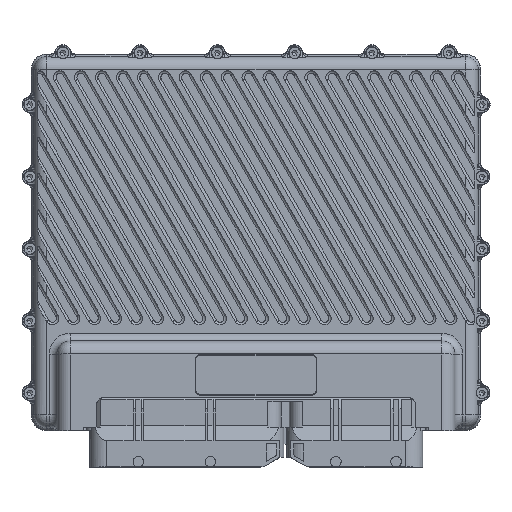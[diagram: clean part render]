
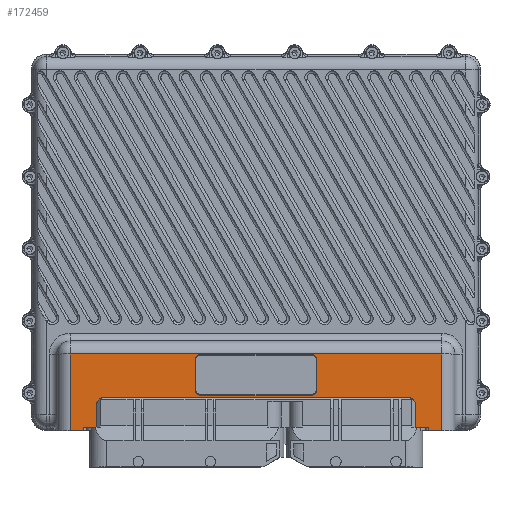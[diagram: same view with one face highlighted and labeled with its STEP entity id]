
A CAD part, top view. The second image highlights one B-rep face of the part: STEP entity #172459.
In plain terms, the highlighted face is planar.
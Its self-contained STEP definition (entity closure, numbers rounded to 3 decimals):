
#160641=AXIS2_PLACEMENT_3D('Circle Axis2P3D',#160639,#160640,$) ;
#160689=AXIS2_PLACEMENT_3D('Circle Axis2P3D',#160687,#160688,$) ;
#160737=AXIS2_PLACEMENT_3D('Circle Axis2P3D',#160735,#160736,$) ;
#160785=AXIS2_PLACEMENT_3D('Circle Axis2P3D',#160783,#160784,$) ;
#172386=AXIS2_PLACEMENT_3D('Plane Axis2P3D',#172383,#172384,#172385) ;
#172414=AXIS2_PLACEMENT_3D('Circle Axis2P3D',#172412,#172413,$) ;
#172428=AXIS2_PLACEMENT_3D('Circle Axis2P3D',#172426,#172427,$) ;
#142756=CARTESIAN_POINT('Vertex',(25.2,0.,-70.9)) ;
#142759=CARTESIAN_POINT('Line Origine',(25.2,0.,-68.392)) ;
#142763=CARTESIAN_POINT('Vertex',(25.2,0.,-65.884)) ;
#145213=CARTESIAN_POINT('Vertex',(25.2,0.,65.884)) ;
#145218=CARTESIAN_POINT('Line Origine',(25.2,0.,68.392)) ;
#145222=CARTESIAN_POINT('Vertex',(25.2,0.,70.9)) ;
#154534=CARTESIAN_POINT('Vertex',(25.2,29.25,-70.9)) ;
#154782=CARTESIAN_POINT('Vertex',(25.2,29.25,70.9)) ;
#154785=CARTESIAN_POINT('Line Origine',(25.2,29.25,0.)) ;
#160612=CARTESIAN_POINT('Vertex',(25.2,26.85,23.25)) ;
#160615=CARTESIAN_POINT('Line Origine',(25.2,21.3,23.25)) ;
#160619=CARTESIAN_POINT('Vertex',(25.2,15.75,23.25)) ;
#160639=CARTESIAN_POINT('Axis2P3D Location',(25.2,15.75,21.05)) ;
#160643=CARTESIAN_POINT('Vertex',(25.2,13.55,21.05)) ;
#160663=CARTESIAN_POINT('Line Origine',(25.2,13.55,0.)) ;
#160667=CARTESIAN_POINT('Vertex',(25.2,13.55,-21.05)) ;
#160687=CARTESIAN_POINT('Axis2P3D Location',(25.2,15.75,-21.05)) ;
#160691=CARTESIAN_POINT('Vertex',(25.2,15.75,-23.25)) ;
#160711=CARTESIAN_POINT('Line Origine',(25.2,21.3,-23.25)) ;
#160715=CARTESIAN_POINT('Vertex',(25.2,26.85,-23.25)) ;
#160735=CARTESIAN_POINT('Axis2P3D Location',(25.2,26.85,-21.05)) ;
#160739=CARTESIAN_POINT('Vertex',(25.2,29.05,-21.05)) ;
#160759=CARTESIAN_POINT('Line Origine',(25.2,29.05,0.)) ;
#160763=CARTESIAN_POINT('Vertex',(25.2,29.05,21.05)) ;
#160783=CARTESIAN_POINT('Axis2P3D Location',(25.2,26.85,21.05)) ;
#165591=CARTESIAN_POINT('Vertex',(25.2,1.25,65.884)) ;
#165594=CARTESIAN_POINT('Line Origine',(25.2,0.625,65.884)) ;
#169427=CARTESIAN_POINT('Vertex',(25.2,1.25,-65.884)) ;
#169430=CARTESIAN_POINT('Line Origine',(25.2,0.625,-65.884)) ;
#169980=CARTESIAN_POINT('Line Origine',(25.2,1.25,-65.277)) ;
#169984=CARTESIAN_POINT('Vertex',(25.2,1.25,-64.669)) ;
#169987=CARTESIAN_POINT('Line Origine',(25.2,1.25,-62.835)) ;
#169991=CARTESIAN_POINT('Vertex',(25.2,1.25,-61.)) ;
#170025=CARTESIAN_POINT('Line Origine',(25.2,1.25,65.277)) ;
#170029=CARTESIAN_POINT('Vertex',(25.2,1.25,64.669)) ;
#170055=CARTESIAN_POINT('Vertex',(25.2,1.25,61.)) ;
#170058=CARTESIAN_POINT('Line Origine',(25.2,1.25,62.835)) ;
#172383=CARTESIAN_POINT('Axis2P3D Location',(25.2,8.5,-86.35)) ;
#172388=CARTESIAN_POINT('Line Origine',(25.2,5.425,-61.)) ;
#172392=CARTESIAN_POINT('Vertex',(25.2,9.6,-61.)) ;
#172395=CARTESIAN_POINT('Line Origine',(25.2,14.625,-70.9)) ;
#172400=CARTESIAN_POINT('Line Origine',(25.2,14.625,70.9)) ;
#172405=CARTESIAN_POINT('Line Origine',(25.2,5.425,61.)) ;
#172409=CARTESIAN_POINT('Vertex',(25.2,9.6,61.)) ;
#172412=CARTESIAN_POINT('Axis2P3D Location',(25.2,9.6,57.9)) ;
#172416=CARTESIAN_POINT('Vertex',(25.2,12.7,57.9)) ;
#172419=CARTESIAN_POINT('Line Origine',(25.2,12.7,0.)) ;
#172423=CARTESIAN_POINT('Vertex',(25.2,12.7,-57.9)) ;
#172426=CARTESIAN_POINT('Axis2P3D Location',(25.2,9.6,-57.9)) ;
#142760=DIRECTION('Vector Direction',(0.,0.,-1.)) ;
#145219=DIRECTION('Vector Direction',(0.,0.,-1.)) ;
#154786=DIRECTION('Vector Direction',(0.,0.,1.)) ;
#160616=DIRECTION('Vector Direction',(0.,1.,0.)) ;
#160640=DIRECTION('Axis2P3D Direction',(1.,0.,0.)) ;
#160664=DIRECTION('Vector Direction',(0.,0.,-1.)) ;
#160688=DIRECTION('Axis2P3D Direction',(1.,0.,0.)) ;
#160712=DIRECTION('Vector Direction',(0.,-1.,0.)) ;
#160736=DIRECTION('Axis2P3D Direction',(1.,0.,0.)) ;
#160760=DIRECTION('Vector Direction',(0.,0.,1.)) ;
#160784=DIRECTION('Axis2P3D Direction',(1.,0.,0.)) ;
#165595=DIRECTION('Vector Direction',(0.,1.,0.)) ;
#169431=DIRECTION('Vector Direction',(0.,1.,0.)) ;
#169981=DIRECTION('Vector Direction',(0.,0.,-1.)) ;
#169988=DIRECTION('Vector Direction',(0.,0.,-1.)) ;
#170026=DIRECTION('Vector Direction',(0.,0.,-1.)) ;
#170059=DIRECTION('Vector Direction',(0.,0.,-1.)) ;
#172384=DIRECTION('Axis2P3D Direction',(1.,0.,0.)) ;
#172385=DIRECTION('Axis2P3D XDirection',(0.,1.,0.)) ;
#172389=DIRECTION('Vector Direction',(0.,-1.,0.)) ;
#172396=DIRECTION('Vector Direction',(0.,-1.,0.)) ;
#172401=DIRECTION('Vector Direction',(0.,-1.,0.)) ;
#172406=DIRECTION('Vector Direction',(0.,1.,0.)) ;
#172413=DIRECTION('Axis2P3D Direction',(1.,0.,0.)) ;
#172420=DIRECTION('Vector Direction',(0.,0.,-1.)) ;
#172427=DIRECTION('Axis2P3D Direction',(1.,0.,0.)) ;
#142761=VECTOR('Line Direction',#142760,1.) ;
#145220=VECTOR('Line Direction',#145219,1.) ;
#154787=VECTOR('Line Direction',#154786,1.) ;
#160617=VECTOR('Line Direction',#160616,1.) ;
#160665=VECTOR('Line Direction',#160664,1.) ;
#160713=VECTOR('Line Direction',#160712,1.) ;
#160761=VECTOR('Line Direction',#160760,1.) ;
#165596=VECTOR('Line Direction',#165595,1.) ;
#169432=VECTOR('Line Direction',#169431,1.) ;
#169982=VECTOR('Line Direction',#169981,1.) ;
#169989=VECTOR('Line Direction',#169988,1.) ;
#170027=VECTOR('Line Direction',#170026,1.) ;
#170060=VECTOR('Line Direction',#170059,1.) ;
#172390=VECTOR('Line Direction',#172389,1.) ;
#172397=VECTOR('Line Direction',#172396,1.) ;
#172402=VECTOR('Line Direction',#172401,1.) ;
#172407=VECTOR('Line Direction',#172406,1.) ;
#172421=VECTOR('Line Direction',#172420,1.) ;
#172432=ORIENTED_EDGE('',*,*,#172394,.T.) ;
#172433=ORIENTED_EDGE('',*,*,#169993,.T.) ;
#172434=ORIENTED_EDGE('',*,*,#169986,.F.) ;
#172435=ORIENTED_EDGE('',*,*,#169434,.F.) ;
#172436=ORIENTED_EDGE('',*,*,#142765,.T.) ;
#172437=ORIENTED_EDGE('',*,*,#172399,.F.) ;
#172438=ORIENTED_EDGE('',*,*,#154789,.F.) ;
#172439=ORIENTED_EDGE('',*,*,#172404,.F.) ;
#172440=ORIENTED_EDGE('',*,*,#145224,.T.) ;
#172441=ORIENTED_EDGE('',*,*,#165598,.T.) ;
#172442=ORIENTED_EDGE('',*,*,#170031,.F.) ;
#172443=ORIENTED_EDGE('',*,*,#170062,.T.) ;
#172444=ORIENTED_EDGE('',*,*,#172411,.T.) ;
#172445=ORIENTED_EDGE('',*,*,#172418,.T.) ;
#172446=ORIENTED_EDGE('',*,*,#172425,.T.) ;
#172447=ORIENTED_EDGE('',*,*,#172430,.T.) ;
#172450=ORIENTED_EDGE('',*,*,#160669,.F.) ;
#172451=ORIENTED_EDGE('',*,*,#160645,.F.) ;
#172452=ORIENTED_EDGE('',*,*,#160621,.F.) ;
#172453=ORIENTED_EDGE('',*,*,#160787,.F.) ;
#172454=ORIENTED_EDGE('',*,*,#160765,.F.) ;
#172455=ORIENTED_EDGE('',*,*,#160741,.F.) ;
#172456=ORIENTED_EDGE('',*,*,#160717,.F.) ;
#172457=ORIENTED_EDGE('',*,*,#160693,.F.) ;
#172458=FACE_BOUND('',#172449,.T.) ;
#172459=ADVANCED_FACE('LFR-254-03 F90 RX ECU Case - Lid - DUMB SOLID',(#172448,#172458),#172387,.T.) ;
#160642=CIRCLE('generated circle',#160641,2.2) ;
#160690=CIRCLE('generated circle',#160689,2.2) ;
#160738=CIRCLE('generated circle',#160737,2.2) ;
#160786=CIRCLE('generated circle',#160785,2.2) ;
#172415=CIRCLE('generated circle',#172414,3.1) ;
#172429=CIRCLE('generated circle',#172428,3.1) ;
#142765=EDGE_CURVE('',#142764,#142757,#142762,.T.) ;
#145224=EDGE_CURVE('',#145223,#145214,#145221,.T.) ;
#154789=EDGE_CURVE('',#154783,#154535,#154788,.F.) ;
#160621=EDGE_CURVE('',#160613,#160620,#160618,.F.) ;
#160645=EDGE_CURVE('',#160620,#160644,#160642,.T.) ;
#160669=EDGE_CURVE('',#160644,#160668,#160666,.T.) ;
#160693=EDGE_CURVE('',#160668,#160692,#160690,.T.) ;
#160717=EDGE_CURVE('',#160692,#160716,#160714,.F.) ;
#160741=EDGE_CURVE('',#160716,#160740,#160738,.T.) ;
#160765=EDGE_CURVE('',#160740,#160764,#160762,.T.) ;
#160787=EDGE_CURVE('',#160764,#160613,#160786,.T.) ;
#165598=EDGE_CURVE('',#145214,#165592,#165597,.T.) ;
#169434=EDGE_CURVE('',#142764,#169428,#169433,.T.) ;
#169986=EDGE_CURVE('',#169428,#169985,#169983,.F.) ;
#169993=EDGE_CURVE('',#169992,#169985,#169990,.T.) ;
#170031=EDGE_CURVE('',#170030,#165592,#170028,.F.) ;
#170062=EDGE_CURVE('',#170030,#170056,#170061,.T.) ;
#172394=EDGE_CURVE('',#172393,#169992,#172391,.T.) ;
#172399=EDGE_CURVE('',#154535,#142757,#172398,.T.) ;
#172404=EDGE_CURVE('',#145223,#154783,#172403,.F.) ;
#172411=EDGE_CURVE('',#170056,#172410,#172408,.T.) ;
#172418=EDGE_CURVE('',#172410,#172417,#172415,.F.) ;
#172425=EDGE_CURVE('',#172417,#172424,#172422,.T.) ;
#172430=EDGE_CURVE('',#172424,#172393,#172429,.F.) ;
#172431=EDGE_LOOP('',(#172432,#172433,#172434,#172435,#172436,#172437,#172438,#172439,#172440,#172441,#172442,#172443,#172444,#172445,#172446,#172447)) ;
#172449=EDGE_LOOP('',(#172450,#172451,#172452,#172453,#172454,#172455,#172456,#172457)) ;
#172448=FACE_OUTER_BOUND('',#172431,.T.) ;
#142762=LINE('Line',#142759,#142761) ;
#145221=LINE('Line',#145218,#145220) ;
#154788=LINE('Line',#154785,#154787) ;
#160618=LINE('Line',#160615,#160617) ;
#160666=LINE('Line',#160663,#160665) ;
#160714=LINE('Line',#160711,#160713) ;
#160762=LINE('Line',#160759,#160761) ;
#165597=LINE('Line',#165594,#165596) ;
#169433=LINE('Line',#169430,#169432) ;
#169983=LINE('Line',#169980,#169982) ;
#169990=LINE('Line',#169987,#169989) ;
#170028=LINE('Line',#170025,#170027) ;
#170061=LINE('Line',#170058,#170060) ;
#172391=LINE('Line',#172388,#172390) ;
#172398=LINE('Line',#172395,#172397) ;
#172403=LINE('Line',#172400,#172402) ;
#172408=LINE('Line',#172405,#172407) ;
#172422=LINE('Line',#172419,#172421) ;
#172387=PLANE('Plane',#172386) ;
#142757=VERTEX_POINT('',#142756) ;
#142764=VERTEX_POINT('',#142763) ;
#145214=VERTEX_POINT('',#145213) ;
#145223=VERTEX_POINT('',#145222) ;
#154535=VERTEX_POINT('',#154534) ;
#154783=VERTEX_POINT('',#154782) ;
#160613=VERTEX_POINT('',#160612) ;
#160620=VERTEX_POINT('',#160619) ;
#160644=VERTEX_POINT('',#160643) ;
#160668=VERTEX_POINT('',#160667) ;
#160692=VERTEX_POINT('',#160691) ;
#160716=VERTEX_POINT('',#160715) ;
#160740=VERTEX_POINT('',#160739) ;
#160764=VERTEX_POINT('',#160763) ;
#165592=VERTEX_POINT('',#165591) ;
#169428=VERTEX_POINT('',#169427) ;
#169985=VERTEX_POINT('',#169984) ;
#169992=VERTEX_POINT('',#169991) ;
#170030=VERTEX_POINT('',#170029) ;
#170056=VERTEX_POINT('',#170055) ;
#172393=VERTEX_POINT('',#172392) ;
#172410=VERTEX_POINT('',#172409) ;
#172417=VERTEX_POINT('',#172416) ;
#172424=VERTEX_POINT('',#172423) ;
